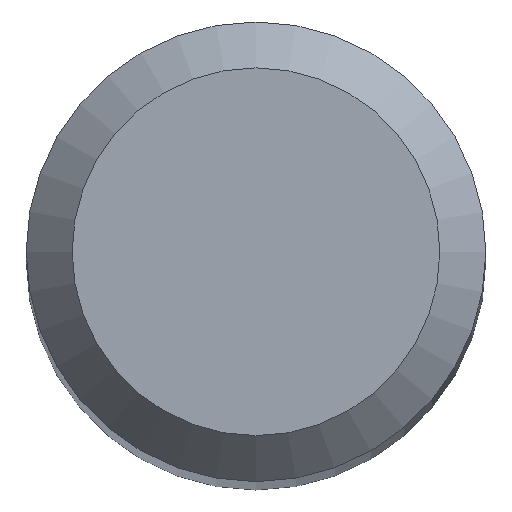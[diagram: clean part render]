
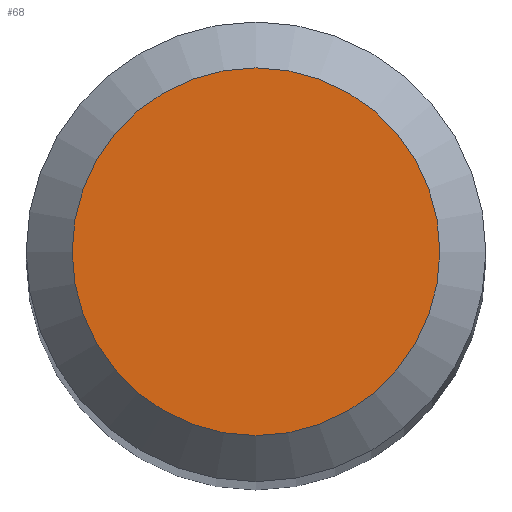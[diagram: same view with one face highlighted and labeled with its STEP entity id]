
A CAD part, top view. The second image highlights one B-rep face of the part: STEP entity #68.
In plain terms, the highlighted planar face has unit normal (0, 0, 1).
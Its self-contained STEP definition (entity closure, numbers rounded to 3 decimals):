
#45 = AXIS2_PLACEMENT_3D ( 'NONE', #202, #100, #140 ) ;
#50 = DIRECTION ( 'NONE',  ( 0., 1., 0. ) ) ;
#51 = PLANE ( 'NONE',  #133 ) ;
#56 = VERTEX_POINT ( 'NONE', #90 ) ;
#65 = EDGE_LOOP ( 'NONE', ( #147 ) ) ;
#68 = ADVANCED_FACE ( 'NONE', ( #102 ), #51, .F. ) ;
#85 = CIRCLE ( 'NONE', #45, 1.2 ) ;
#90 = CARTESIAN_POINT ( 'NONE',  ( 0., 1.2, 38. ) ) ;
#100 = DIRECTION ( 'NONE',  ( 0., 0., -1. ) ) ;
#102 = FACE_OUTER_BOUND ( 'NONE', #65, .T. ) ;
#133 = AXIS2_PLACEMENT_3D ( 'NONE', #135, #158, #50 ) ;
#135 = CARTESIAN_POINT ( 'NONE',  ( 0., 0., 38. ) ) ;
#140 = DIRECTION ( 'NONE',  ( 0., 1., 0. ) ) ;
#147 = ORIENTED_EDGE ( 'NONE', *, *, #176, .F. ) ;
#158 = DIRECTION ( 'NONE',  ( 0., 0., -1. ) ) ;
#176 = EDGE_CURVE ( 'NONE', #56, #56, #85, .T. ) ;
#202 = CARTESIAN_POINT ( 'NONE',  ( 0., 0., 38. ) ) ;
